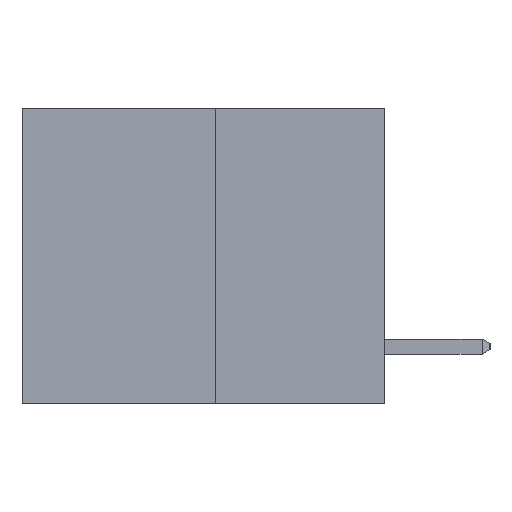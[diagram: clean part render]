
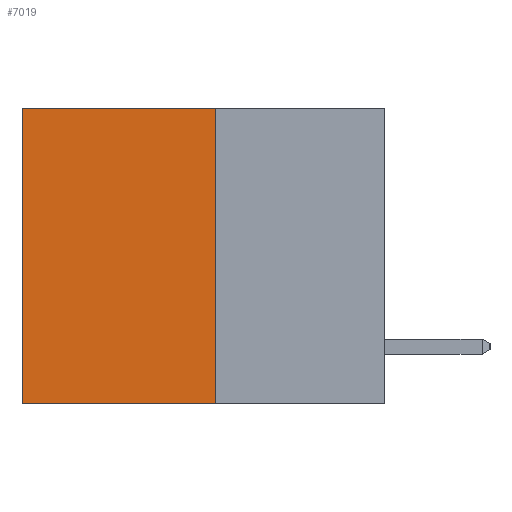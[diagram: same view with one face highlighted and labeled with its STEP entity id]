
A CAD part, left-side view. The second image highlights one B-rep face of the part: STEP entity #7019.
In plain terms, the highlighted planar face has unit normal (-1, 0, 0).
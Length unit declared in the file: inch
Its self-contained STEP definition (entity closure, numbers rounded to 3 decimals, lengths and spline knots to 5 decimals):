
#27 = EDGE_CURVE ( 'NONE', #12129, #8419, #172, .T. ) ;
#172 = LINE ( 'NONE', #8738, #7394 ) ;
#414 = DIRECTION ( 'NONE',  ( 0., 0., -1. ) ) ;
#525 = VECTOR ( 'NONE', #5158, 39.37008 ) ;
#1022 = CARTESIAN_POINT ( 'NONE',  ( 0.3165, 0.28, -0.49 ) ) ;
#1509 = EDGE_CURVE ( 'NONE', #8034, #12129, #15079, .T. ) ;
#3061 = DIRECTION ( 'NONE',  ( 0., 0., -1. ) ) ;
#3167 = CARTESIAN_POINT ( 'NONE',  ( 0.3165, 0.28, -0.49 ) ) ;
#4530 = VERTEX_POINT ( 'NONE', #7349 ) ;
#4825 = ORIENTED_EDGE ( 'NONE', *, *, #6915, .F. ) ;
#5096 = ORIENTED_EDGE ( 'NONE', *, *, #1509, .T. ) ;
#5158 = DIRECTION ( 'NONE',  ( 0., 1., 0. ) ) ;
#5189 = PLANE ( 'NONE',  #8126 ) ;
#5593 = LINE ( 'NONE', #6277, #6558 ) ;
#6277 = CARTESIAN_POINT ( 'NONE',  ( 0.3165, 0.28, -0.49 ) ) ;
#6558 = VECTOR ( 'NONE', #13744, 39.37008 ) ;
#6915 = EDGE_CURVE ( 'NONE', #4530, #8419, #5593, .T. ) ;
#7019 = ADVANCED_FACE ( 'NONE', ( #9634 ), #5189, .F. ) ;
#7349 = CARTESIAN_POINT ( 'NONE',  ( 0.3165, 0.28, -0.49 ) ) ;
#7394 = VECTOR ( 'NONE', #414, 39.37008 ) ;
#7723 = VECTOR ( 'NONE', #10928, 39.37008 ) ;
#8034 = VERTEX_POINT ( 'NONE', #14865 ) ;
#8126 = AXIS2_PLACEMENT_3D ( 'NONE', #3167, #13096, #3061 ) ;
#8419 = VERTEX_POINT ( 'NONE', #11800 ) ;
#8738 = CARTESIAN_POINT ( 'NONE',  ( 0.3165, 0.6, -0.49 ) ) ;
#9634 = FACE_OUTER_BOUND ( 'NONE', #11758, .T. ) ;
#10928 = DIRECTION ( 'NONE',  ( 0., 0., -1. ) ) ;
#11256 = EDGE_CURVE ( 'NONE', #8034, #4530, #15475, .T. ) ;
#11497 = CARTESIAN_POINT ( 'NONE',  ( 0.3165, 0.28, 0. ) ) ;
#11758 = EDGE_LOOP ( 'NONE', ( #15902, #4825, #12949, #5096 ) ) ;
#11800 = CARTESIAN_POINT ( 'NONE',  ( 0.3165, 0.6, -0.49 ) ) ;
#12129 = VERTEX_POINT ( 'NONE', #14867 ) ;
#12949 = ORIENTED_EDGE ( 'NONE', *, *, #11256, .F. ) ;
#13096 = DIRECTION ( 'NONE',  ( 1., 0., 0. ) ) ;
#13744 = DIRECTION ( 'NONE',  ( 0., 1., 0. ) ) ;
#14865 = CARTESIAN_POINT ( 'NONE',  ( 0.3165, 0.28, 0. ) ) ;
#14867 = CARTESIAN_POINT ( 'NONE',  ( 0.3165, 0.6, 0. ) ) ;
#15079 = LINE ( 'NONE', #11497, #525 ) ;
#15475 = LINE ( 'NONE', #1022, #7723 ) ;
#15902 = ORIENTED_EDGE ( 'NONE', *, *, #27, .T. ) ;
